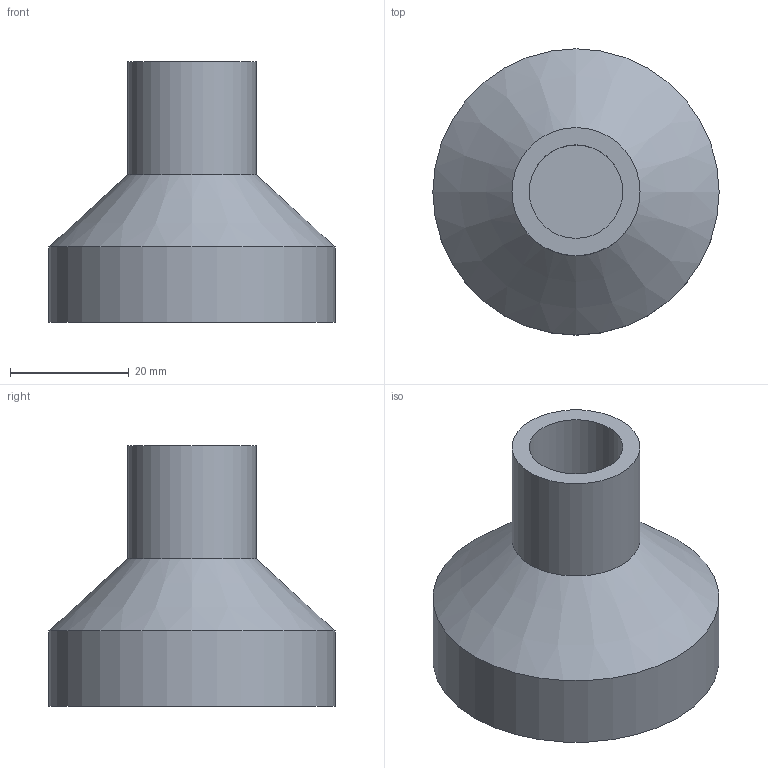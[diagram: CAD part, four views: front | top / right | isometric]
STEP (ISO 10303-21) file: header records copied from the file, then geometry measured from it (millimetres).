
FILE_DESCRIPTION(('FreeCAD Model'),'2;1');
FILE_NAME('Open CASCADE Shape Model','2023-05-26T15:21:46',(''),(''), 'Open CASCADE STEP processor 7.6','FreeCAD','Unknown');
FILE_SCHEMA(('AUTOMOTIVE_DESIGN { 1 0 10303 214 1 1 1 1 }'));
Length unit declared in the file: millimetre
Products named in the file (1): Body
Bounding box: 48.26 x 48.26 x 43.94 mm (x, y, z)
Volume: 16585 mm3; surface area: 12322.5 mm2
Topology: 1 solids, 1 shells, 22 faces, 51 edges, 33 vertices
Faces by surface type: cylinder 16, plane 4, cone 2
Full cylindrical faces by diameter (mm): 3.175 x12, 15.748 x1, 21.59 x1, 40.132 x1, 48.26 x1
Entity records: 714 total; most frequent: DIRECTION 130, CARTESIAN_POINT 107, ORIENTED_EDGE 102, AXIS2_PLACEMENT_3D 56, EDGE_CURVE 51, FACE_BOUND 48, EDGE_LOOP 48, VERTEX_POINT 33
